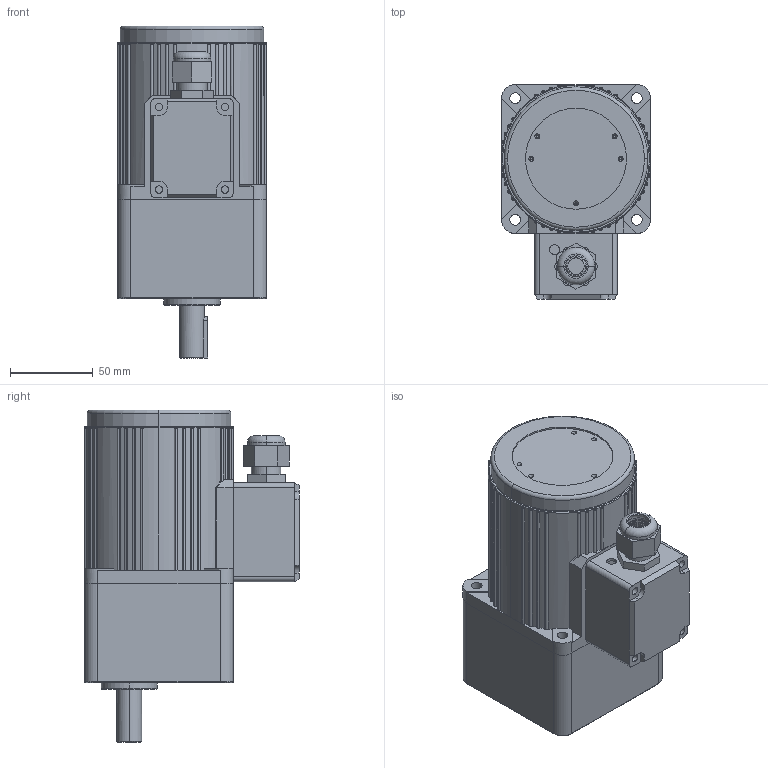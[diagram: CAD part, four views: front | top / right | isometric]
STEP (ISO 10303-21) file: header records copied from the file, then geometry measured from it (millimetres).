
FILE_DESCRIPTION (( 'STEP AP203' ), '1' );
FILE_NAME ('5IK40-T+5GN20-200KB.STEP', '2020-01-09T03:42:09', ( 'Sky123.Org' ), ( 'Sky123.Org' ), 'SwSTEP 2.0', 'SolidWorks 2014', '' );
FILE_SCHEMA (( 'CONFIG_CONTROL_DESIGN' ));
Length unit declared in the file: millimetre
Products named in the file (8): NPT1-2萇擢芛蚾饜极; 5GN20-200KB; 5IK40A; 5IK40-T+5GN20-200KB; NPT1-2萇擢芛; 峚倰萇儂諉盄碟02; NPT1-2つ踡芛
Assembly tree (7 placements, depth 3):
  5IK40-T+5GN20-200KB
    5IK40A
    峚倰萇儂諉盄碟02
    NPT1-2萇擢芛蚾饜极
      NPT1-2萇擢芛
      NPT1-2つ踡芛
    5GN20-200KB
      5GN20-200KB
Bounding box: 90 x 130 x 201 mm (x, y, z)
Volume: 1188273.5 mm3; surface area: 129587.8 mm2
Topology: 5 solids, 5 shells, 587 faces, 1520 edges, 969 vertices
Faces by surface type: plane 235, cylinder 206, torus 120, cone 24, bspline 2
Entity records: 19835 total; most frequent: CARTESIAN_POINT 4278, DIRECTION 3260, ORIENTED_EDGE 3040, EDGE_CURVE 1520, AXIS2_PLACEMENT_3D 1301, VERTEX_POINT 969, CIRCLE 704, LINE 658
